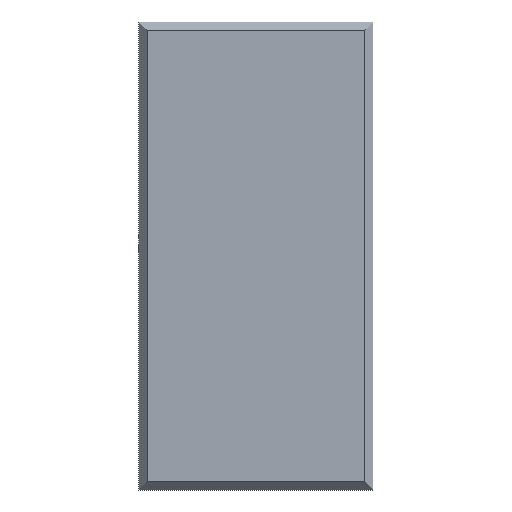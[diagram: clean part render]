
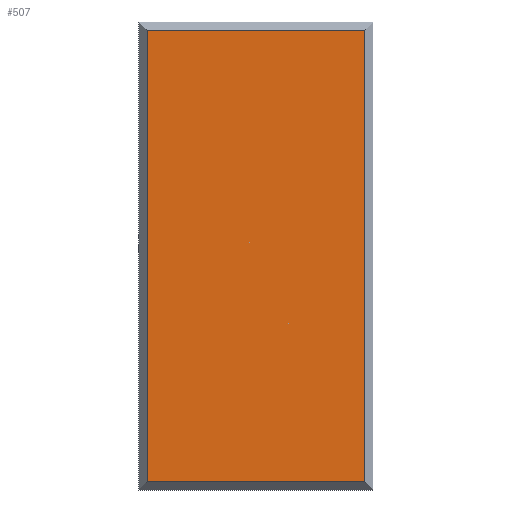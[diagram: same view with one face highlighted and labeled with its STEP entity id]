
A CAD part, front view. The second image highlights one B-rep face of the part: STEP entity #507.
In plain terms, the highlighted planar face has unit normal (0, -1, 0).
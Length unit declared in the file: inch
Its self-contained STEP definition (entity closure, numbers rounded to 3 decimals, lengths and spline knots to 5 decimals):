
#73=FACE_OUTER_BOUND('',#107,.T.);
#107=EDGE_LOOP('',(#440,#441,#442,#443));
#147=LINE('',#843,#199);
#151=LINE('',#851,#203);
#154=LINE('',#857,#206);
#158=LINE('',#863,#210);
#199=VECTOR('',#701,0.3937);
#203=VECTOR('',#707,0.3937);
#206=VECTOR('',#712,0.3937);
#210=VECTOR('',#718,0.3937);
#243=VERTEX_POINT('',#841);
#244=VERTEX_POINT('',#842);
#247=VERTEX_POINT('',#850);
#249=VERTEX_POINT('',#856);
#303=EDGE_CURVE('',#243,#244,#147,.T.);
#307=EDGE_CURVE('',#244,#247,#151,.T.);
#310=EDGE_CURVE('',#247,#249,#154,.T.);
#314=EDGE_CURVE('',#249,#243,#158,.T.);
#440=ORIENTED_EDGE('',*,*,#303,.F.);
#441=ORIENTED_EDGE('',*,*,#314,.F.);
#442=ORIENTED_EDGE('',*,*,#310,.F.);
#443=ORIENTED_EDGE('',*,*,#307,.F.);
#473=PLANE('',#577);
#507=ADVANCED_FACE('',(#73),#473,.T.);
#577=AXIS2_PLACEMENT_3D('',#869,#726,#727);
#701=DIRECTION('',(-1.,0.,0.));
#707=DIRECTION('',(0.,0.,1.));
#712=DIRECTION('',(1.,0.,0.));
#718=DIRECTION('',(0.,0.,-1.));
#726=DIRECTION('center_axis',(0.,-1.,0.));
#727=DIRECTION('ref_axis',(0.,0.,-1.));
#841=CARTESIAN_POINT('',(1.625,-0.125,-3.375));
#842=CARTESIAN_POINT('',(-1.625,-0.125,-3.375));
#843=CARTESIAN_POINT('',(0.875,-0.125,-3.375));
#850=CARTESIAN_POINT('',(-1.625,-0.125,3.375));
#851=CARTESIAN_POINT('',(-1.625,-0.125,-1.75));
#856=CARTESIAN_POINT('',(1.625,-0.125,3.375));
#857=CARTESIAN_POINT('',(-0.875,-0.125,3.375));
#863=CARTESIAN_POINT('',(1.625,-0.125,1.75));
#869=CARTESIAN_POINT('Origin',(0.,-0.125,0.));
